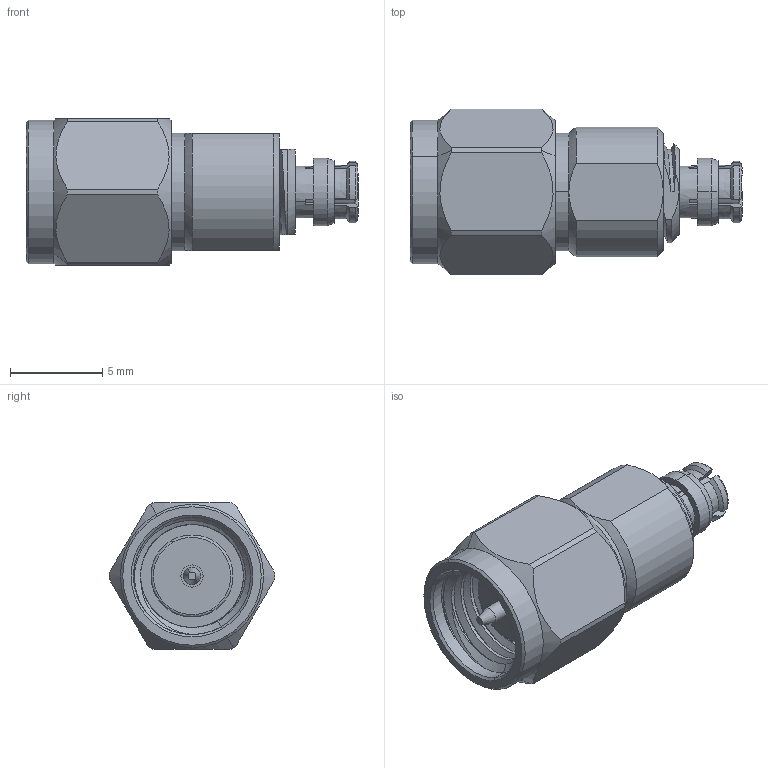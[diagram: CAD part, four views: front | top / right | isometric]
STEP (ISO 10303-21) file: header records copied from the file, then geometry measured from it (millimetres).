
FILE_DESCRIPTION (( 'STEP AP203' ), '1' );
FILE_NAME ('SM8809.step', '2019-06-20T14:17:53', ( '' ), ( '' ), 'SwSTEP 2.0', 'SolidWorks 2018', '' );
FILE_SCHEMA (( 'CONFIG_CONTROL_DESIGN' ));
Length unit declared in the file: inch
Products named in the file (1): SM8809
Bounding box: 18 x 8.99 x 7.94 mm (x, y, z)
Volume: 553.9 mm3; surface area: 799.5 mm2
Topology: 1 solids, 2 shells, 164 faces, 451 edges, 294 vertices
Faces by surface type: cylinder 56, plane 47, cone 40, bspline 21
Entity records: 8440 total; most frequent: CARTESIAN_POINT 4606, ORIENTED_EDGE 898, DIRECTION 685, EDGE_CURVE 449, VERTEX_POINT 294, AXIS2_PLACEMENT_3D 287, EDGE_LOOP 179, FACE_OUTER_BOUND 164
